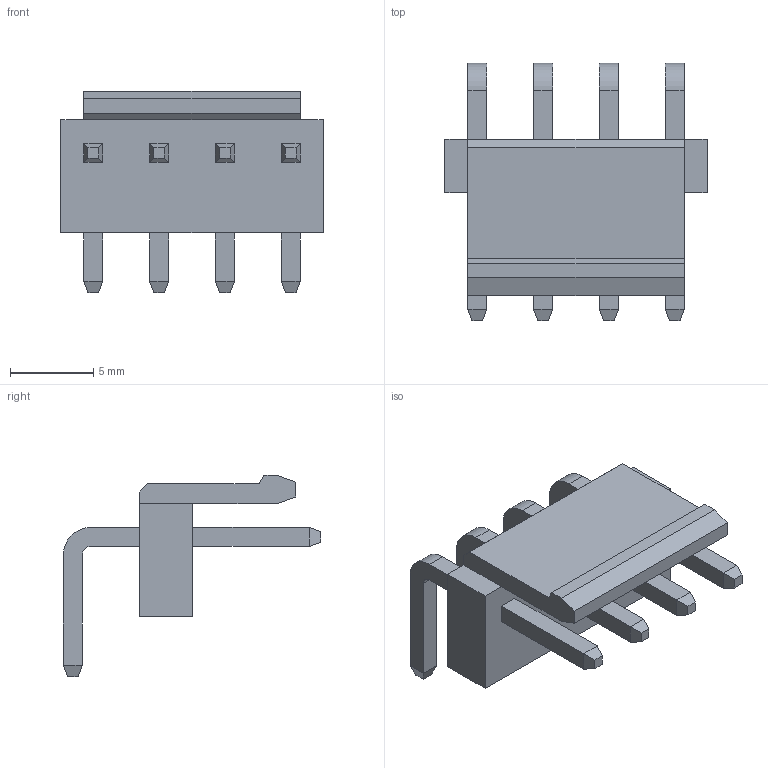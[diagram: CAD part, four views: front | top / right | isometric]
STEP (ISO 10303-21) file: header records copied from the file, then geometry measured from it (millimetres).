
FILE_DESCRIPTION(('FreeCAD Model'),'2;1');
FILE_NAME('Open CASCADE Shape Model','2025-12-07T15:32:26',(''),(''), 'Open CASCADE STEP processor 7.8','FreeCAD','Unknown');
FILE_SCHEMA(('AUTOMOTIVE_DESIGN { 1 0 10303 214 1 1 1 1 }'));
Length unit declared in the file: millimetre
Products named in the file (4): Assembly; B4PS-VH; BxPS-VH_4; pin^BxPS-VH ass
Assembly tree (6 placements, depth 3):
  Assembly
    B4PS-VH
      BxPS-VH_4
      pin^BxPS-VH ass  x4
Bounding box: 15.78 x 15.47 x 12.1 mm (x, y, z)
Volume: 595.7 mm3; surface area: 1036.8 mm2
Topology: 5 solids, 5 shells, 105 faces, 251 edges, 156 vertices
Faces by surface type: plane 97, cylinder 8
Entity records: 1702 total; most frequent: CARTESIAN_POINT 273, ORIENTED_EDGE 262, DIRECTION 251, EDGE_CURVE 131, LINE 127, VECTOR 127, VERTEX_POINT 84, AXIS2_PLACEMENT_3D 62
